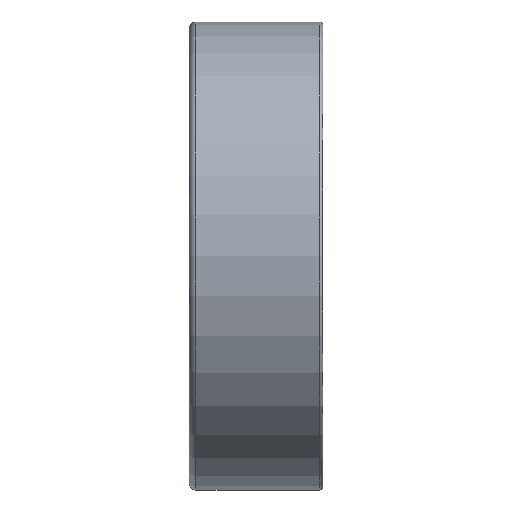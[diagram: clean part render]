
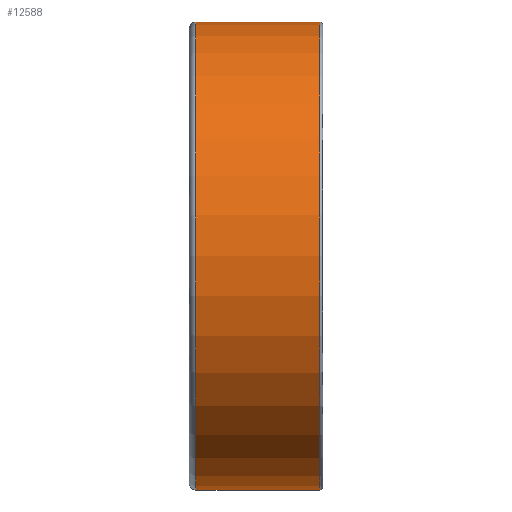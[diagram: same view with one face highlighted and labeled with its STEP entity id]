
A CAD part, top view. The second image highlights one B-rep face of the part: STEP entity #12588.
In plain terms, the highlighted cylindrical face has radius 21 mm (diameter 42 mm), a partial arc.
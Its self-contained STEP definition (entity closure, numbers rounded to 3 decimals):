
#3165=CARTESIAN_POINT('',(-5.4,0.,0.));
#3166=DIRECTION('',(1.,0.,0.));
#3167=DIRECTION('',(0.,1.,0.));
#3168=AXIS2_PLACEMENT_3D('',#3165,#3166,#3167);
#3173=CARTESIAN_POINT('',(5.7,0.,0.));
#3174=DIRECTION('',(1.,0.,0.));
#3175=DIRECTION('',(0.,1.,0.));
#3176=AXIS2_PLACEMENT_3D('',#3173,#3174,#3175);
#3189=DIRECTION('',(-1.,0.,0.));
#3190=VECTOR('',#3189,11.1);
#3191=CARTESIAN_POINT('',(5.7,-21.,0.));
#3192=LINE('',#3191,#3190);
#3204=DIRECTION('',(-1.,0.,0.));
#3205=VECTOR('',#3204,11.1);
#3206=CARTESIAN_POINT('',(5.7,21.,0.));
#3207=LINE('',#3206,#3205);
#9724=CARTESIAN_POINT('',(-5.4,21.,0.));
#9725=CARTESIAN_POINT('',(-5.4,-21.,0.));
#9726=VERTEX_POINT('',#9724);
#9727=VERTEX_POINT('',#9725);
#9728=CARTESIAN_POINT('',(5.7,21.,0.));
#9729=CARTESIAN_POINT('',(5.7,-21.,0.));
#9730=VERTEX_POINT('',#9728);
#9731=VERTEX_POINT('',#9729);
#12574=CARTESIAN_POINT('',(-6.6,0.,0.));
#12575=DIRECTION('',(1.,0.,0.));
#12576=DIRECTION('',(0.,-1.,0.));
#12577=AXIS2_PLACEMENT_3D('',#12574,#12575,#12576);
#12578=CYLINDRICAL_SURFACE('',#12577,21.);
#12579=ORIENTED_EDGE('',*,*,#12564,.F.);
#12581=ORIENTED_EDGE('',*,*,#12580,.F.);
#12583=ORIENTED_EDGE('',*,*,#12582,.T.);
#12585=ORIENTED_EDGE('',*,*,#12584,.T.);
#12586=EDGE_LOOP('',(#12579,#12581,#12583,#12585));
#12587=FACE_OUTER_BOUND('',#12586,.F.);
#3169=CIRCLE('',#3168,21.);
#3177=CIRCLE('',#3176,21.);
#12564=EDGE_CURVE('',#9726,#9727,#3169,.T.);
#12580=EDGE_CURVE('',#9730,#9726,#3207,.T.);
#12582=EDGE_CURVE('',#9730,#9731,#3177,.T.);
#12584=EDGE_CURVE('',#9731,#9727,#3192,.T.);
#12588=ADVANCED_FACE('',(#12587),#12578,.T.);
